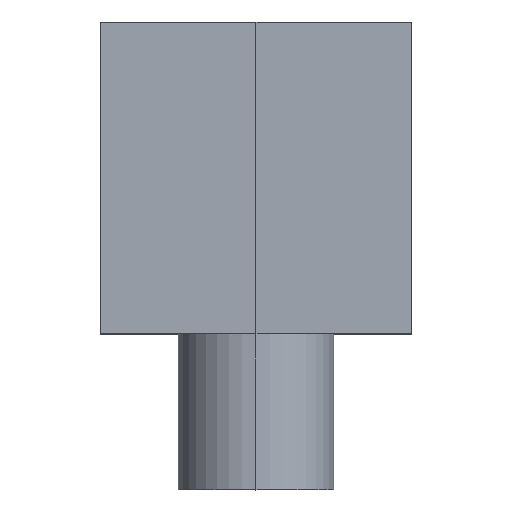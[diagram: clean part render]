
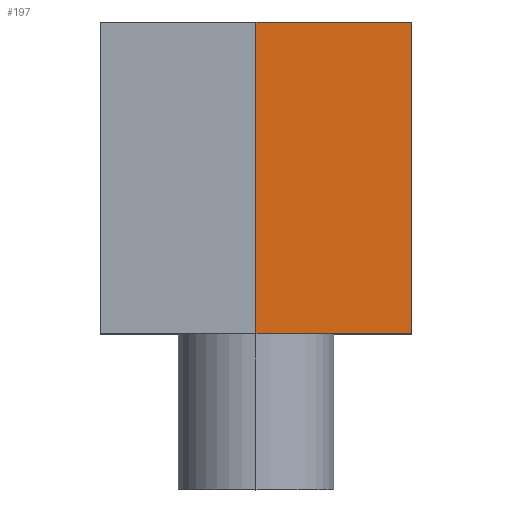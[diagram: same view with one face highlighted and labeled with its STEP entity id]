
A CAD part, top view. The second image highlights one B-rep face of the part: STEP entity #197.
In plain terms, the highlighted planar face has unit normal (0, 0, 1).
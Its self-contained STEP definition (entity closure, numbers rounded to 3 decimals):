
#58 = VERTEX_POINT ( 'NONE', #377 ) ;
#59 = VERTEX_POINT ( 'NONE', #378 ) ;
#62 = VERTEX_POINT ( 'NONE', #381 ) ;
#63 = VERTEX_POINT ( 'NONE', #382 ) ;
#94 = EDGE_LOOP ( 'NONE', ( #518, #515, #517, #516 ) ) ;
#111 = LINE ( 'NONE', #406, #287 ) ;
#113 = LINE ( 'NONE', #408, #289 ) ;
#115 = LINE ( 'NONE', #412, #284 ) ;
#131 = FACE_OUTER_BOUND ( 'NONE', #94, .T. ) ;
#143 = LINE ( 'NONE', #502, #313 ) ;
#179 = EDGE_CURVE ( 'NONE', #59, #58, #111, .T. ) ;
#181 = EDGE_CURVE ( 'NONE', #63, #59, #113, .T. ) ;
#184 = EDGE_CURVE ( 'NONE', #58, #62, #115, .T. ) ;
#197 = ADVANCED_FACE ( 'NONE', ( #131 ), #458, .F. ) ;
#209 = EDGE_CURVE ( 'NONE', #62, #63, #143, .T. ) ;
#284 = VECTOR ( 'NONE', #413, 1000. ) ;
#287 = VECTOR ( 'NONE', #407, 1000. ) ;
#289 = VECTOR ( 'NONE', #409, 1000. ) ;
#300 = AXIS2_PLACEMENT_3D ( 'NONE', #459, #460, #461 ) ;
#313 = VECTOR ( 'NONE', #503, 1000. ) ;
#377 = CARTESIAN_POINT ( 'NONE',  ( 5., 10., 10. ) ) ;
#378 = CARTESIAN_POINT ( 'NONE',  ( 10., 10., 10. ) ) ;
#381 = CARTESIAN_POINT ( 'NONE',  ( 5., 0., 10. ) ) ;
#382 = CARTESIAN_POINT ( 'NONE',  ( 10., 0., 10. ) ) ;
#406 = CARTESIAN_POINT ( 'NONE',  ( 0., 10., 10. ) ) ;
#407 = DIRECTION ( 'NONE',  ( -1., 0., 0. ) ) ;
#408 = CARTESIAN_POINT ( 'NONE',  ( 10., 0., 10. ) ) ;
#409 = DIRECTION ( 'NONE',  ( 0., 1., 0. ) ) ;
#412 = CARTESIAN_POINT ( 'NONE',  ( 5., 10., 10. ) ) ;
#413 = DIRECTION ( 'NONE',  ( 0., -1., 0. ) ) ;
#458 = PLANE ( 'NONE',  #300 ) ;
#459 = CARTESIAN_POINT ( 'NONE',  ( 0., 10., 10. ) ) ;
#460 = DIRECTION ( 'NONE',  ( 0., 0., -1. ) ) ;
#461 = DIRECTION ( 'NONE',  ( -1., 0., 0. ) ) ;
#502 = CARTESIAN_POINT ( 'NONE',  ( 0., 0., 10. ) ) ;
#503 = DIRECTION ( 'NONE',  ( 1., 0., 0. ) ) ;
#515 = ORIENTED_EDGE ( 'NONE', *, *, #184, .T. ) ;
#516 = ORIENTED_EDGE ( 'NONE', *, *, #181, .T. ) ;
#517 = ORIENTED_EDGE ( 'NONE', *, *, #209, .T. ) ;
#518 = ORIENTED_EDGE ( 'NONE', *, *, #179, .T. ) ;
